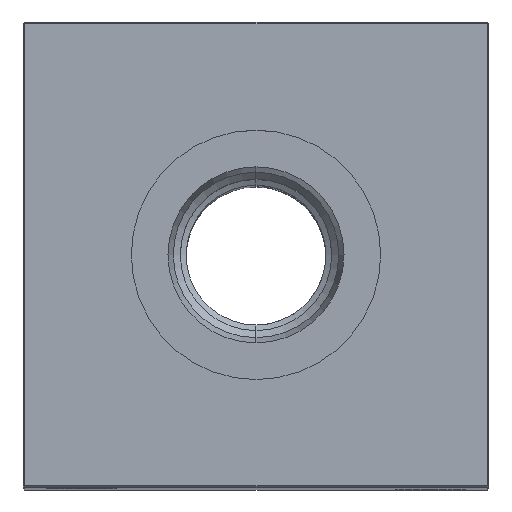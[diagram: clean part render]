
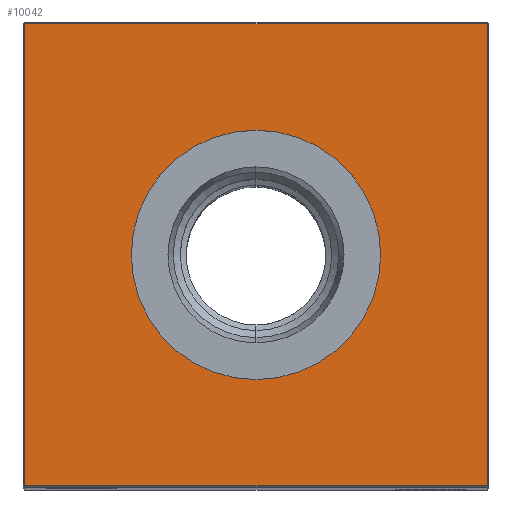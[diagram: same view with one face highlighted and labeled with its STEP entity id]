
A CAD part, top view. The second image highlights one B-rep face of the part: STEP entity #10042.
In plain terms, the highlighted planar face has unit normal (0, 0, 1).
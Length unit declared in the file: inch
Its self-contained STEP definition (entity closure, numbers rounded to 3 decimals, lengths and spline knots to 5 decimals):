
#4 = EDGE_CURVE ( 'NONE', #5570, #18317, #18475, .T. ) ;
#244 = DIRECTION ( 'NONE',  ( 0., 1., 0. ) ) ;
#266 = CARTESIAN_POINT ( 'NONE',  ( 0., -0.66929, 7. ) ) ;
#1391 = EDGE_CURVE ( 'NONE', #24599, #13786, #6242, .T. ) ;
#2161 = EDGE_LOOP ( 'NONE', ( #4572, #10040, #14115, #3874 ) ) ;
#2791 = PLANE ( 'NONE',  #15884 ) ;
#3100 = LINE ( 'NONE', #23291, #5083 ) ;
#3445 = ORIENTED_EDGE ( 'NONE', *, *, #4, .T. ) ;
#3696 = EDGE_CURVE ( 'NONE', #13786, #22821, #21969, .T. ) ;
#3874 = ORIENTED_EDGE ( 'NONE', *, *, #3696, .T. ) ;
#4110 = CARTESIAN_POINT ( 'NONE',  ( 0., 1.24, 7. ) ) ;
#4336 = DIRECTION ( 'NONE',  ( -1., 0., 0. ) ) ;
#4405 = DIRECTION ( 'NONE',  ( -1., 0., 0. ) ) ;
#4442 = DIRECTION ( 'NONE',  ( 1., 0., 0. ) ) ;
#4572 = ORIENTED_EDGE ( 'NONE', *, *, #21883, .T. ) ;
#5083 = VECTOR ( 'NONE', #13411, 39.37008 ) ;
#5570 = VERTEX_POINT ( 'NONE', #266 ) ;
#5904 = CARTESIAN_POINT ( 'NONE',  ( 1.24, -1.24, 7. ) ) ;
#6242 = LINE ( 'NONE', #18115, #14819 ) ;
#6576 = EDGE_CURVE ( 'NONE', #18317, #5570, #8152, .T. ) ;
#6925 = AXIS2_PLACEMENT_3D ( 'NONE', #18244, #22268, #4405 ) ;
#7080 = CARTESIAN_POINT ( 'NONE',  ( 0., 0., 7. ) ) ;
#8010 = CARTESIAN_POINT ( 'NONE',  ( -1.24, 1.24, 7. ) ) ;
#8152 = CIRCLE ( 'NONE', #6925, 0.66929 ) ;
#8231 = LINE ( 'NONE', #22303, #20949 ) ;
#8783 = FACE_BOUND ( 'NONE', #17452, .T. ) ;
#9812 = VERTEX_POINT ( 'NONE', #23428 ) ;
#10040 = ORIENTED_EDGE ( 'NONE', *, *, #23520, .T. ) ;
#10042 = ADVANCED_FACE ( 'NONE', ( #14919, #8783 ), #2791, .F. ) ;
#10594 = DIRECTION ( 'NONE',  ( 0., 0., -1. ) ) ;
#10976 = AXIS2_PLACEMENT_3D ( 'NONE', #14519, #10594, #4336 ) ;
#12674 = ORIENTED_EDGE ( 'NONE', *, *, #6576, .T. ) ;
#13411 = DIRECTION ( 'NONE',  ( 0., -1., 0. ) ) ;
#13786 = VERTEX_POINT ( 'NONE', #17376 ) ;
#14115 = ORIENTED_EDGE ( 'NONE', *, *, #1391, .T. ) ;
#14519 = CARTESIAN_POINT ( 'NONE',  ( 0., 0., 7. ) ) ;
#14809 = DIRECTION ( 'NONE',  ( -1., 0., 0. ) ) ;
#14819 = VECTOR ( 'NONE', #244, 39.37008 ) ;
#14919 = FACE_OUTER_BOUND ( 'NONE', #2161, .T. ) ;
#14961 = VECTOR ( 'NONE', #14809, 39.37008 ) ;
#15884 = AXIS2_PLACEMENT_3D ( 'NONE', #7080, #22860, #24682 ) ;
#17376 = CARTESIAN_POINT ( 'NONE',  ( 1.24, 1.24, 7. ) ) ;
#17452 = EDGE_LOOP ( 'NONE', ( #12674, #3445 ) ) ;
#18115 = CARTESIAN_POINT ( 'NONE',  ( 1.24, 0., 7. ) ) ;
#18244 = CARTESIAN_POINT ( 'NONE',  ( 0., 0., 7. ) ) ;
#18317 = VERTEX_POINT ( 'NONE', #20758 ) ;
#18475 = CIRCLE ( 'NONE', #10976, 0.66929 ) ;
#20758 = CARTESIAN_POINT ( 'NONE',  ( 0., 0.66929, 7. ) ) ;
#20949 = VECTOR ( 'NONE', #4442, 39.37008 ) ;
#21883 = EDGE_CURVE ( 'NONE', #22821, #9812, #3100, .T. ) ;
#21969 = LINE ( 'NONE', #4110, #14961 ) ;
#22268 = DIRECTION ( 'NONE',  ( 0., 0., -1. ) ) ;
#22303 = CARTESIAN_POINT ( 'NONE',  ( 0., -1.24, 7. ) ) ;
#22821 = VERTEX_POINT ( 'NONE', #8010 ) ;
#22860 = DIRECTION ( 'NONE',  ( 0., 0., -1. ) ) ;
#23291 = CARTESIAN_POINT ( 'NONE',  ( -1.24, 0., 7. ) ) ;
#23428 = CARTESIAN_POINT ( 'NONE',  ( -1.24, -1.24, 7. ) ) ;
#23520 = EDGE_CURVE ( 'NONE', #9812, #24599, #8231, .T. ) ;
#24599 = VERTEX_POINT ( 'NONE', #5904 ) ;
#24682 = DIRECTION ( 'NONE',  ( -1., 0., 0. ) ) ;
